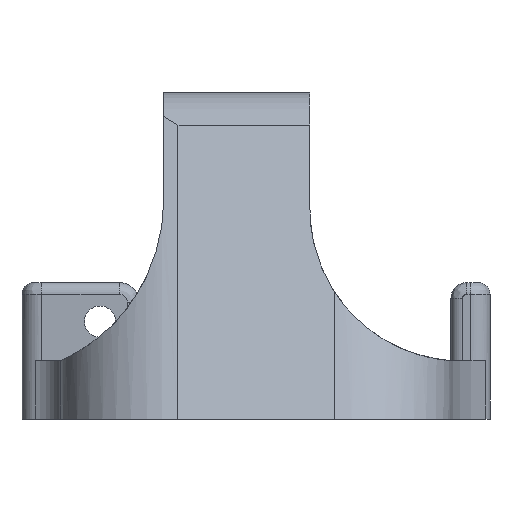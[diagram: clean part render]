
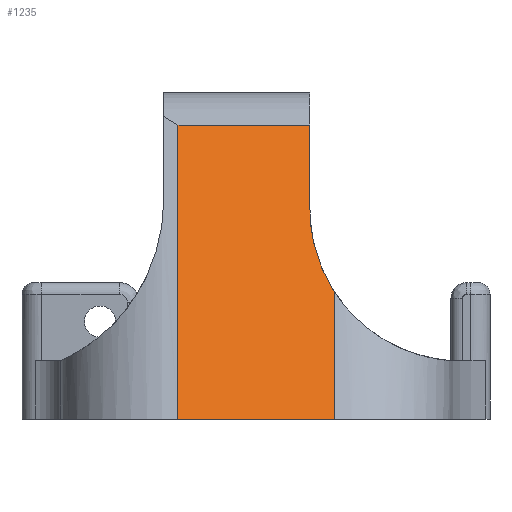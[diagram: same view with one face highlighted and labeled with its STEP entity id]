
A CAD part, left-side view. The second image highlights one B-rep face of the part: STEP entity #1235.
In plain terms, the highlighted planar face has unit normal (-0.894, 0, 0.448).
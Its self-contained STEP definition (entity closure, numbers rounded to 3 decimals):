
#24=ELLIPSE('',#1351,21.81,19.5);
#43=PLANE('',#1350);
#101=LINE('',#2049,#205);
#103=LINE('',#2058,#207);
#104=LINE('',#2060,#208);
#105=LINE('',#2064,#209);
#106=LINE('',#2065,#210);
#205=VECTOR('',#1585,10.);
#207=VECTOR('',#1589,10.);
#208=VECTOR('',#1590,10.);
#209=VECTOR('',#1593,10.);
#210=VECTOR('',#1594,10.);
#335=FACE_OUTER_BOUND('',#405,.T.);
#405=EDGE_LOOP('',(#950,#951,#952,#953,#954,#955));
#575=VERTEX_POINT('',#2046);
#576=VERTEX_POINT('',#2048);
#578=VERTEX_POINT('',#2057);
#579=VERTEX_POINT('',#2059);
#580=VERTEX_POINT('',#2061);
#581=VERTEX_POINT('',#2063);
#718=EDGE_CURVE('',#575,#576,#101,.T.);
#721=EDGE_CURVE('',#575,#578,#103,.F.);
#722=EDGE_CURVE('',#579,#578,#104,.T.);
#723=EDGE_CURVE('',#579,#580,#24,.T.);
#724=EDGE_CURVE('',#580,#581,#105,.T.);
#725=EDGE_CURVE('',#581,#576,#106,.T.);
#950=ORIENTED_EDGE('',*,*,#718,.F.);
#951=ORIENTED_EDGE('',*,*,#721,.T.);
#952=ORIENTED_EDGE('',*,*,#722,.F.);
#953=ORIENTED_EDGE('',*,*,#723,.T.);
#954=ORIENTED_EDGE('',*,*,#724,.T.);
#955=ORIENTED_EDGE('',*,*,#725,.T.);
#1235=ADVANCED_FACE('',(#335),#43,.F.);
#1350=AXIS2_PLACEMENT_3D('',#2056,#1587,#1588);
#1351=AXIS2_PLACEMENT_3D('',#2062,#1591,#1592);
#1585=DIRECTION('',(0.448,0.,0.894));
#1587=DIRECTION('center_axis',(0.894,0.,-0.448));
#1588=DIRECTION('ref_axis',(-0.448,0.,-0.894));
#1589=DIRECTION('',(0.,1.,0.));
#1590=DIRECTION('',(-0.448,0.,-0.894));
#1591=DIRECTION('center_axis',(0.894,0.,-0.448));
#1592=DIRECTION('ref_axis',(-0.448,0.,-0.894));
#1593=DIRECTION('',(0.448,0.,0.894));
#1594=DIRECTION('',(0.,1.,0.));
#2046=CARTESIAN_POINT('',(-122.498,35.,-7.5));
#2048=CARTESIAN_POINT('',(-103.61,35.,30.206));
#2049=CARTESIAN_POINT('',(-106.227,35.,24.981));
#2056=CARTESIAN_POINT('Origin',(-103.61,18.092,30.206));
#2057=CARTESIAN_POINT('',(-122.498,15.,-7.5));
#2058=CARTESIAN_POINT('',(-122.498,34.046,-7.5));
#2059=CARTESIAN_POINT('',(-114.276,15.,8.912));
#2060=CARTESIAN_POINT('',(-103.955,15.,29.517));
#2061=CARTESIAN_POINT('',(-108.998,18.092,19.449));
#2062=CARTESIAN_POINT('Origin',(-108.998,-1.408,19.449));
#2063=CARTESIAN_POINT('',(-103.61,18.092,30.206));
#2064=CARTESIAN_POINT('',(-118.741,18.092,0.));
#2065=CARTESIAN_POINT('',(-103.61,18.092,30.206));
